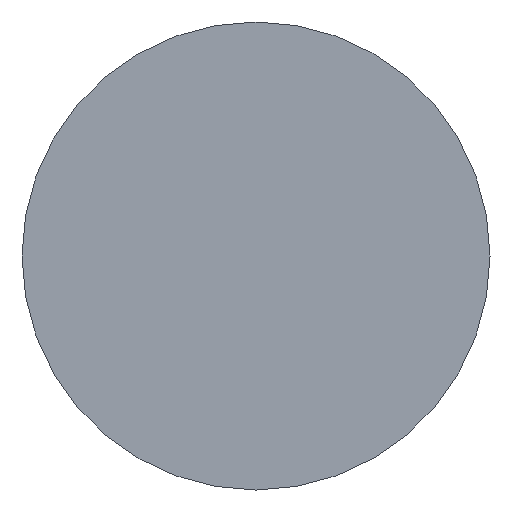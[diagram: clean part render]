
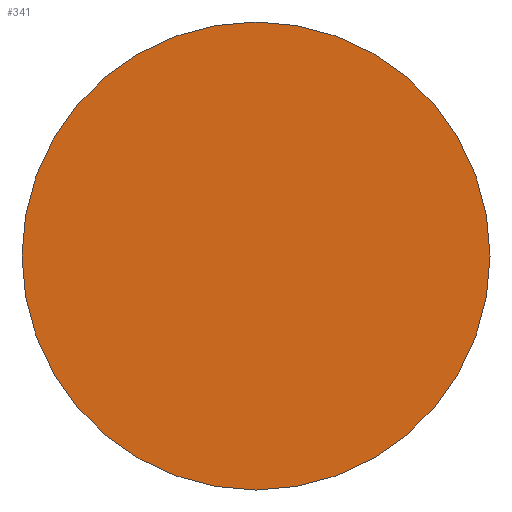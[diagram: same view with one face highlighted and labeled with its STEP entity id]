
A CAD part, front view. The second image highlights one B-rep face of the part: STEP entity #341.
In plain terms, the highlighted planar face has unit normal (0, -1, 0).
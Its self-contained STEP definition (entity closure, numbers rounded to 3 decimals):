
#227=EDGE_CURVE('',#449,#369,#535,.T.);
#341=ADVANCED_FACE('',(#664),#665,.T.);
#369=VERTEX_POINT('',#698);
#449=VERTEX_POINT('',#792);
#457=EDGE_CURVE('',#369,#449,#801,.T.);
#535=CIRCLE('',#887,50.0);
#664=FACE_OUTER_BOUND('',#1051,.T.);
#665=PLANE('',#1052);
#698=CARTESIAN_POINT('',(50.0,-40.0,0.));
#792=CARTESIAN_POINT('',(-50.0,-40.0,0.0));
#801=CIRCLE('',#1227,50.0);
#887=AXIS2_PLACEMENT_3D('',#1285,#1286,#1287);
#1051=EDGE_LOOP('',(#1454,#1455));
#1052=AXIS2_PLACEMENT_3D('',#1456,#1457,#1458);
#1227=AXIS2_PLACEMENT_3D('',#1634,#1635,#1636);
#1285=CARTESIAN_POINT('',(0.,-40.0,0.0));
#1286=DIRECTION('',(0.,-1.0,0.0));
#1287=DIRECTION('',(-1.0,0.,0.0));
#1454=ORIENTED_EDGE('',*,*,#227,.T.);
#1455=ORIENTED_EDGE('',*,*,#457,.T.);
#1456=CARTESIAN_POINT('',(0.,-40.0,0.0));
#1457=DIRECTION('',(0.,-1.0,0.0));
#1458=DIRECTION('',(-1.0,0.,0.0));
#1634=CARTESIAN_POINT('',(0.,-40.0,0.0));
#1635=DIRECTION('',(0.,-1.0,0.0));
#1636=DIRECTION('',(-1.0,0.,0.0));
